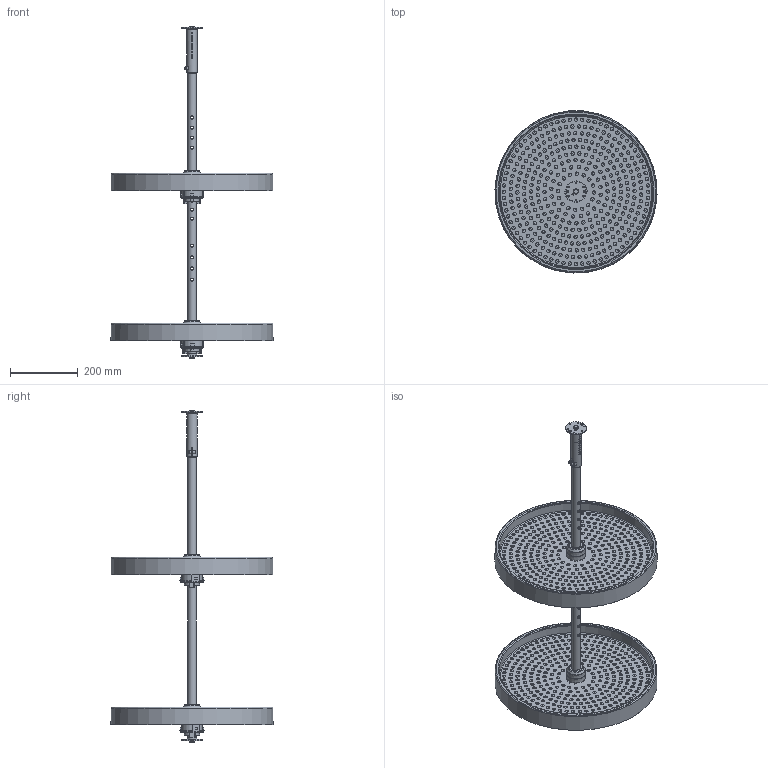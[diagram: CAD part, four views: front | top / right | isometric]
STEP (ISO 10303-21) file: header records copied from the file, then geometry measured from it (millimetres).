
FILE_DESCRIPTION(/* description */ (''),/* implementation_level */ '2;1');
FILE_NAME(/* name */ 'V_9418.73 - Beschlaggarnitur Rohr 923mm.stp',/* time_stamp */ '2020-08-28T10:35:33+02:00',/* author */ (''),/* organization */ (''),/* preprocessor_version */ 'ST-DEVELOPER v16.7',/* originating_system */ 'SIEMENS PLM Software NX 1888',/* authorisation */ '');
FILE_SCHEMA (('AUTOMOTIVE_DESIGN { 1 0 10303 214 3 1 1 1 }'));
Products named in the file (1): Bred2AE03971re6h
Bounding box: 479.71 x 479.71 x 982.72 mm (x, y, z)
Volume: 1803157.2 mm3; surface area: 1509061.1 mm2
Topology: 15 solids, 15 shells, 1662 faces, 5498 edges, 3884 vertices
Faces by surface type: sphere 812, plane 374, cylinder 221, cone 129, torus 79, bspline 47
Full cylindrical faces by diameter (mm): 2.5 x1, 3.4 x1, 4 x21, 4.2 x1, 4.25 x12, 7.6 x1, 7.8 x4, 8 x3, 14.8 x2, 15.25 x2, 17.44 x1, 23 x1, 25 x1, 25.5 x1, 27.8 x1, 30 x1, 50 x2, 62 x2
Entity records: 52673 total; most frequent: CARTESIAN_POINT 17863, DIRECTION 7280, ORIENTED_EDGE 6058, AXIS2_PLACEMENT_3D 3261, EDGE_CURVE 3029, EDGE_LOOP 2789, VERTEX_POINT 2343, ADVANCED_FACE 1662
